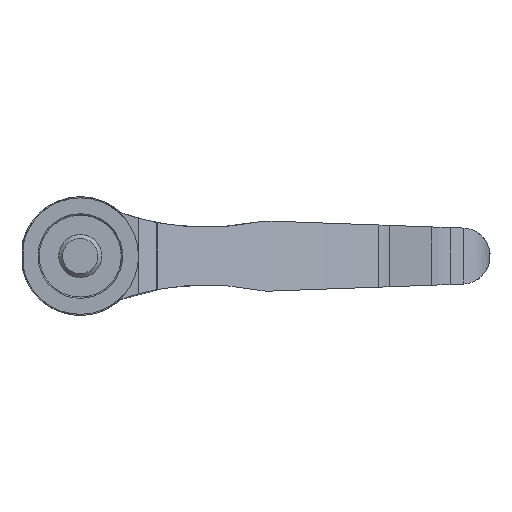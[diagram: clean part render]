
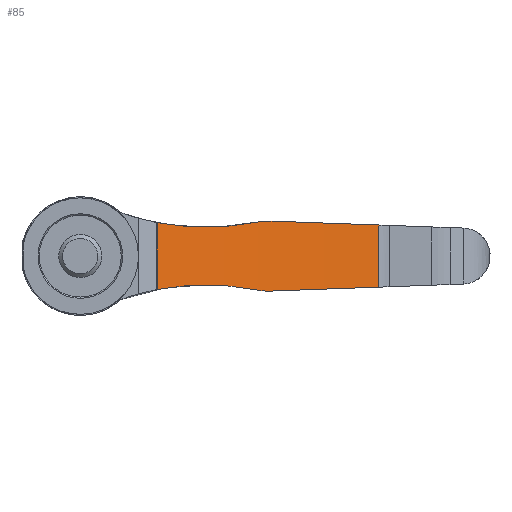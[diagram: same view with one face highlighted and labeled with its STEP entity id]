
A CAD part, front view. The second image highlights one B-rep face of the part: STEP entity #85.
In plain terms, the highlighted cylindrical face has radius 252.32 mm (diameter 504.64 mm), a partial arc.
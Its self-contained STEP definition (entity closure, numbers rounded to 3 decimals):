
#85 = ADVANCED_FACE( '', ( #221 ), #222, .F. );
#221 = FACE_OUTER_BOUND( '', #421, .T. );
#222 = CYLINDRICAL_SURFACE( '', #422, 252.32 );
#421 = EDGE_LOOP( '', ( #618, #619, #620, #621, #622, #623, #624, #625 ) );
#422 = AXIS2_PLACEMENT_3D( '', #626, #627, #628 );
#618 = ORIENTED_EDGE( '', *, *, #1127, .T. );
#619 = ORIENTED_EDGE( '', *, *, #1128, .F. );
#620 = ORIENTED_EDGE( '', *, *, #1129, .T. );
#621 = ORIENTED_EDGE( '', *, *, #1130, .T. );
#622 = ORIENTED_EDGE( '', *, *, #1131, .F. );
#623 = ORIENTED_EDGE( '', *, *, #1132, .T. );
#624 = ORIENTED_EDGE( '', *, *, #1133, .T. );
#625 = ORIENTED_EDGE( '', *, *, #1134, .F. );
#626 = CARTESIAN_POINT( '', ( 132.162, -195.671, 27.5 ) );
#627 = DIRECTION( '', ( 0., 0., 1. ) );
#628 = DIRECTION( '', ( -1., 0., 0. ) );
#1127 = EDGE_CURVE( '', #1326, #1327, #1328, .T. );
#1128 = EDGE_CURVE( '', #1329, #1327, #1330, .T. );
#1129 = EDGE_CURVE( '', #1329, #1331, #1332, .T. );
#1130 = EDGE_CURVE( '', #1331, #1333, #1334, .F. );
#1131 = EDGE_CURVE( '', #1335, #1333, #1336, .T. );
#1132 = EDGE_CURVE( '', #1335, #1337, #1338, .F. );
#1133 = EDGE_CURVE( '', #1337, #1339, #1340, .T. );
#1134 = EDGE_CURVE( '', #1326, #1339, #1341, .T. );
#1326 = VERTEX_POINT( '', #1621 );
#1327 = VERTEX_POINT( '', #1622 );
#1328 = LINE( '', #1623, #1624 );
#1329 = VERTEX_POINT( '', #1625 );
#1330 = B_SPLINE_CURVE_WITH_KNOTS( '', 3, ( #1626, #1627, #1628, #1629, #1630, #1631 ), .UNSPECIFIED., .F., .F., ( 4, 2, 4 ), ( 0., 0.013, 0.025 ), .UNSPECIFIED. );
#1331 = VERTEX_POINT( '', #1632 );
#1332 = B_SPLINE_CURVE_WITH_KNOTS( '', 3, ( #1633, #1634, #1635, #1636 ), .UNSPECIFIED., .F., .F., ( 4, 4 ), ( 0., 0.003 ), .UNSPECIFIED. );
#1333 = VERTEX_POINT( '', #1637 );
#1334 = ELLIPSE( '', #1638, 252.486, 252.32 );
#1335 = VERTEX_POINT( '', #1639 );
#1336 = LINE( '', #1640, #1641 );
#1337 = VERTEX_POINT( '', #1642 );
#1338 = ELLIPSE( '', #1643, 252.486, 252.32 );
#1339 = VERTEX_POINT( '', #1644 );
#1340 = B_SPLINE_CURVE_WITH_KNOTS( '', 3, ( #1645, #1646, #1647, #1648 ), .UNSPECIFIED., .F., .F., ( 4, 4 ), ( 0., 0.003 ), .UNSPECIFIED. );
#1341 = B_SPLINE_CURVE_WITH_KNOTS( '', 3, ( #1649, #1650, #1651, #1652, #1653, #1654 ), .UNSPECIFIED., .F., .F., ( 4, 2, 4 ), ( 0., 0.013, 0.025 ), .UNSPECIFIED. );
#1621 = CARTESIAN_POINT( '', ( 17.866, 29.278, 7.733 ) );
#1622 = CARTESIAN_POINT( '', ( 17.866, 29.278, -7.733 ) );
#1623 = CARTESIAN_POINT( '', ( 17.866, 29.278, 27.5 ) );
#1624 = VECTOR( '', #2312, 1000. );
#1625 = CARTESIAN_POINT( '', ( 41.13, 39.656, -7.875 ) );
#1626 = CARTESIAN_POINT( '', ( 41.13, 39.656, -7.875 ) );
#1627 = CARTESIAN_POINT( '', ( 37.17, 38.124, -7.043 ) );
#1628 = CARTESIAN_POINT( '', ( 33.25, 36.493, -6.645 ) );
#1629 = CARTESIAN_POINT( '', ( 25.496, 33.033, -6.616 ) );
#1630 = CARTESIAN_POINT( '', ( 21.66, 31.205, -6.984 ) );
#1631 = CARTESIAN_POINT( '', ( 17.866, 29.278, -7.733 ) );
#1632 = CARTESIAN_POINT( '', ( 43.967, 40.734, -8.117 ) );
#1633 = CARTESIAN_POINT( '', ( 41.13, 39.656, -7.875 ) );
#1634 = CARTESIAN_POINT( '', ( 42.065, 40.017, -8.071 ) );
#1635 = CARTESIAN_POINT( '', ( 43.011, 40.377, -8.152 ) );
#1636 = CARTESIAN_POINT( '', ( 43.967, 40.734, -8.117 ) );
#1637 = CARTESIAN_POINT( '', ( 69.134, 48.65, -7.203 ) );
#1638 = AXIS2_PLACEMENT_3D( '', #2313, #2314, #2315 );
#1639 = CARTESIAN_POINT( '', ( 69.134, 48.65, 7.203 ) );
#1640 = CARTESIAN_POINT( '', ( 69.134, 48.65, 27.5 ) );
#1641 = VECTOR( '', #2316, 1000. );
#1642 = CARTESIAN_POINT( '', ( 43.967, 40.734, 8.117 ) );
#1643 = AXIS2_PLACEMENT_3D( '', #2317, #2318, #2319 );
#1644 = CARTESIAN_POINT( '', ( 41.13, 39.656, 7.875 ) );
#1645 = CARTESIAN_POINT( '', ( 43.967, 40.734, 8.117 ) );
#1646 = CARTESIAN_POINT( '', ( 43.011, 40.377, 8.152 ) );
#1647 = CARTESIAN_POINT( '', ( 42.065, 40.017, 8.071 ) );
#1648 = CARTESIAN_POINT( '', ( 41.13, 39.656, 7.875 ) );
#1649 = CARTESIAN_POINT( '', ( 17.866, 29.278, 7.733 ) );
#1650 = CARTESIAN_POINT( '', ( 21.66, 31.205, 6.984 ) );
#1651 = CARTESIAN_POINT( '', ( 25.496, 33.033, 6.616 ) );
#1652 = CARTESIAN_POINT( '', ( 33.25, 36.493, 6.645 ) );
#1653 = CARTESIAN_POINT( '', ( 37.17, 38.124, 7.043 ) );
#1654 = CARTESIAN_POINT( '', ( 41.13, 39.656, 7.875 ) );
#2312 = DIRECTION( '', ( 0., 0., -1. ) );
#2313 = CARTESIAN_POINT( '', ( 132.162, -195.671, -4.914 ) );
#2314 = DIRECTION( '', ( -0.036, 0., 0.999 ) );
#2315 = DIRECTION( '', ( -0.999, 0., -0.036 ) );
#2316 = DIRECTION( '', ( 0., 0., -1. ) );
#2317 = CARTESIAN_POINT( '', ( 132.162, -195.671, 4.914 ) );
#2318 = DIRECTION( '', ( -0.036, 0., -0.999 ) );
#2319 = DIRECTION( '', ( 0.999, 0., -0.036 ) );
